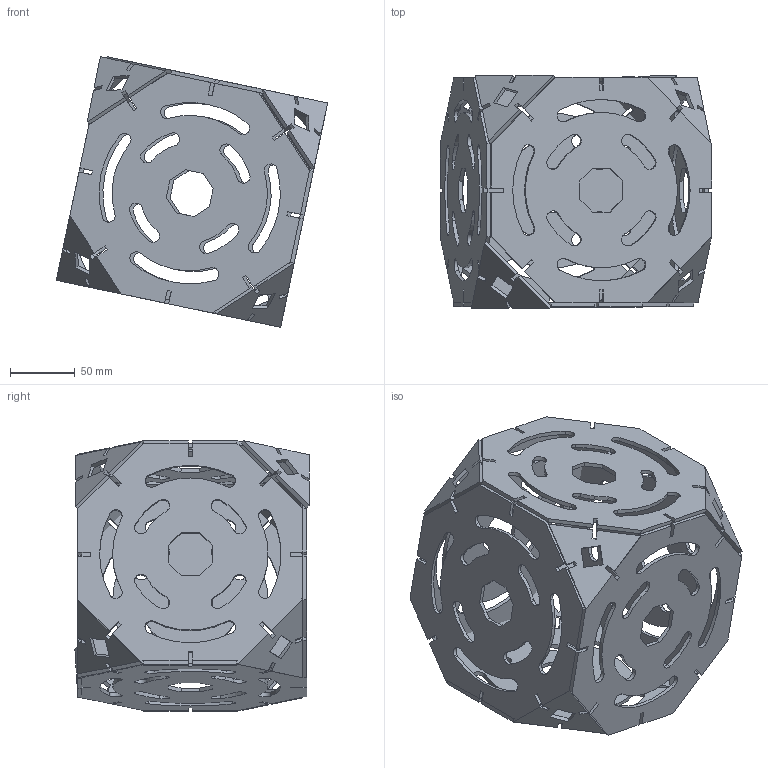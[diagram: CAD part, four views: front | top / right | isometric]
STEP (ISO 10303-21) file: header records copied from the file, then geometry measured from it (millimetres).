
FILE_DESCRIPTION (( 'STEP AP203' ), '1' );
FILE_NAME ('Assem1.STEP', '2022-04-17T18:10:32', ( '' ), ( '' ), 'SwSTEP 2.0', 'SolidWorks 2020', '' );
FILE_SCHEMA (( 'CONFIG_CONTROL_DESIGN' ));
Length unit declared in the file: millimetre
Products named in the file (4): Assem1; part21; part2; main1
Assembly tree (14 placements, depth 2):
  Assem1
    main1  x6
    part2
    part21  x7
Bounding box: 209.56 x 180.9 x 209.06 mm (x, y, z)
Volume: 402650.7 mm3; surface area: 308386.6 mm2
Topology: 14 solids, 14 shells, 720 faces, 2076 edges, 1384 vertices
Faces by surface type: plane 468, cylinder 252
Entity records: 5182 total; most frequent: CARTESIAN_POINT 791, DIRECTION 770, ORIENTED_EDGE 768, EDGE_CURVE 384, LINE 300, VECTOR 300, VERTEX_POINT 256, AXIS2_PLACEMENT_3D 235
